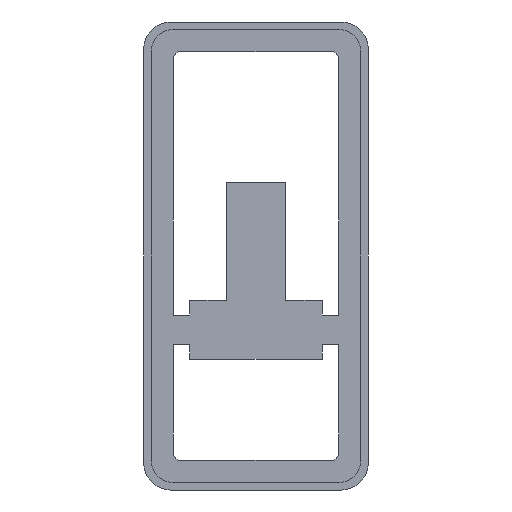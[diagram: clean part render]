
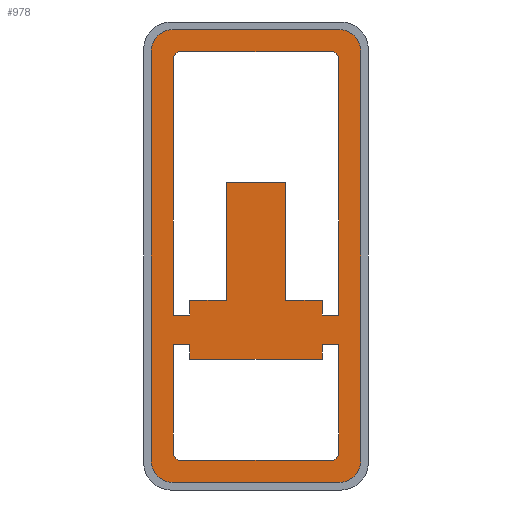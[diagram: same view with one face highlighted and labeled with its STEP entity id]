
A CAD part, front view. The second image highlights one B-rep face of the part: STEP entity #978.
In plain terms, the highlighted planar face has unit normal (0, -1, 0).
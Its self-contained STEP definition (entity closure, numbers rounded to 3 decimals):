
#19=FACE_BOUND('',#131,.T.);
#20=FACE_BOUND('',#132,.T.);
#32=PLANE('',#1069);
#76=FACE_OUTER_BOUND('',#130,.T.);
#130=EDGE_LOOP('',(#753,#754,#755,#756,#757,#758,#759,#760));
#131=EDGE_LOOP('',(#761,#762,#763,#764,#765,#766,#767,#768,#769,#770,#771,
#772,#773,#774));
#132=EDGE_LOOP('',(#775,#776,#777,#778,#779,#780,#781,#782,#783,#784));
#171=LINE('',#1422,#275);
#177=LINE('',#1437,#281);
#180=LINE('',#1449,#284);
#184=LINE('',#1461,#288);
#187=LINE('',#1478,#291);
#189=LINE('',#1490,#293);
#191=LINE('',#1502,#295);
#193=LINE('',#1511,#297);
#211=LINE('',#1546,#315);
#212=LINE('',#1548,#316);
#213=LINE('',#1550,#317);
#214=LINE('',#1552,#318);
#215=LINE('',#1554,#319);
#216=LINE('',#1556,#320);
#217=LINE('',#1558,#321);
#218=LINE('',#1560,#322);
#219=LINE('',#1562,#323);
#220=LINE('',#1563,#324);
#221=LINE('',#1565,#325);
#222=LINE('',#1567,#326);
#223=LINE('',#1569,#327);
#224=LINE('',#1571,#328);
#225=LINE('',#1573,#329);
#226=LINE('',#1574,#330);
#275=VECTOR('',#1132,10.);
#281=VECTOR('',#1146,10.);
#284=VECTOR('',#1157,10.);
#288=VECTOR('',#1169,10.);
#291=VECTOR('',#1186,10.);
#293=VECTOR('',#1200,10.);
#295=VECTOR('',#1214,10.);
#297=VECTOR('',#1226,10.);
#315=VECTOR('',#1248,10.);
#316=VECTOR('',#1249,10.);
#317=VECTOR('',#1250,10.);
#318=VECTOR('',#1251,10.);
#319=VECTOR('',#1252,10.);
#320=VECTOR('',#1253,10.);
#321=VECTOR('',#1254,10.);
#322=VECTOR('',#1255,10.);
#323=VECTOR('',#1256,10.);
#324=VECTOR('',#1257,10.);
#325=VECTOR('',#1258,10.);
#326=VECTOR('',#1259,10.);
#327=VECTOR('',#1260,10.);
#328=VECTOR('',#1261,10.);
#329=VECTOR('',#1262,10.);
#330=VECTOR('',#1263,10.);
#377=CIRCLE('',#1029,0.5);
#379=CIRCLE('',#1033,0.5);
#381=CIRCLE('',#1037,0.5);
#383=CIRCLE('',#1041,0.5);
#388=CIRCLE('',#1048,1.8);
#392=CIRCLE('',#1054,1.8);
#396=CIRCLE('',#1060,1.8);
#400=CIRCLE('',#1066,1.8);
#417=VERTEX_POINT('',#1412);
#418=VERTEX_POINT('',#1413);
#421=VERTEX_POINT('',#1421);
#423=VERTEX_POINT('',#1427);
#424=VERTEX_POINT('',#1428);
#427=VERTEX_POINT('',#1439);
#428=VERTEX_POINT('',#1440);
#431=VERTEX_POINT('',#1448);
#433=VERTEX_POINT('',#1454);
#435=VERTEX_POINT('',#1460);
#437=VERTEX_POINT('',#1466);
#440=VERTEX_POINT('',#1471);
#442=VERTEX_POINT('',#1476);
#444=VERTEX_POINT('',#1483);
#446=VERTEX_POINT('',#1488);
#448=VERTEX_POINT('',#1495);
#450=VERTEX_POINT('',#1500);
#452=VERTEX_POINT('',#1507);
#467=VERTEX_POINT('',#1545);
#468=VERTEX_POINT('',#1547);
#469=VERTEX_POINT('',#1549);
#470=VERTEX_POINT('',#1551);
#471=VERTEX_POINT('',#1553);
#472=VERTEX_POINT('',#1555);
#473=VERTEX_POINT('',#1557);
#474=VERTEX_POINT('',#1559);
#475=VERTEX_POINT('',#1561);
#476=VERTEX_POINT('',#1564);
#477=VERTEX_POINT('',#1566);
#478=VERTEX_POINT('',#1568);
#479=VERTEX_POINT('',#1570);
#480=VERTEX_POINT('',#1572);
#513=EDGE_CURVE('',#417,#418,#377,.T.);
#517=EDGE_CURVE('',#418,#421,#171,.T.);
#520=EDGE_CURVE('',#423,#424,#379,.T.);
#525=EDGE_CURVE('',#424,#417,#177,.T.);
#526=EDGE_CURVE('',#427,#428,#381,.T.);
#530=EDGE_CURVE('',#428,#431,#180,.T.);
#533=EDGE_CURVE('',#431,#433,#383,.T.);
#536=EDGE_CURVE('',#433,#435,#184,.T.);
#542=EDGE_CURVE('',#440,#437,#388,.T.);
#544=EDGE_CURVE('',#440,#442,#187,.T.);
#548=EDGE_CURVE('',#444,#442,#392,.T.);
#550=EDGE_CURVE('',#444,#446,#189,.T.);
#554=EDGE_CURVE('',#448,#446,#396,.T.);
#556=EDGE_CURVE('',#448,#450,#191,.T.);
#560=EDGE_CURVE('',#452,#450,#400,.T.);
#561=EDGE_CURVE('',#452,#437,#193,.T.);
#579=EDGE_CURVE('',#435,#467,#211,.T.);
#580=EDGE_CURVE('',#468,#427,#212,.T.);
#581=EDGE_CURVE('',#469,#468,#213,.T.);
#582=EDGE_CURVE('',#470,#469,#214,.T.);
#583=EDGE_CURVE('',#471,#470,#215,.T.);
#584=EDGE_CURVE('',#472,#471,#216,.T.);
#585=EDGE_CURVE('',#473,#472,#217,.T.);
#586=EDGE_CURVE('',#474,#473,#218,.T.);
#587=EDGE_CURVE('',#475,#474,#219,.T.);
#588=EDGE_CURVE('',#467,#475,#220,.T.);
#589=EDGE_CURVE('',#421,#476,#221,.T.);
#590=EDGE_CURVE('',#477,#423,#222,.T.);
#591=EDGE_CURVE('',#478,#477,#223,.T.);
#592=EDGE_CURVE('',#479,#478,#224,.T.);
#593=EDGE_CURVE('',#480,#479,#225,.T.);
#594=EDGE_CURVE('',#476,#480,#226,.T.);
#753=ORIENTED_EDGE('',*,*,#548,.F.);
#754=ORIENTED_EDGE('',*,*,#550,.T.);
#755=ORIENTED_EDGE('',*,*,#554,.F.);
#756=ORIENTED_EDGE('',*,*,#556,.T.);
#757=ORIENTED_EDGE('',*,*,#560,.F.);
#758=ORIENTED_EDGE('',*,*,#561,.T.);
#759=ORIENTED_EDGE('',*,*,#542,.F.);
#760=ORIENTED_EDGE('',*,*,#544,.T.);
#761=ORIENTED_EDGE('',*,*,#579,.F.);
#762=ORIENTED_EDGE('',*,*,#536,.F.);
#763=ORIENTED_EDGE('',*,*,#533,.F.);
#764=ORIENTED_EDGE('',*,*,#530,.F.);
#765=ORIENTED_EDGE('',*,*,#526,.F.);
#766=ORIENTED_EDGE('',*,*,#580,.F.);
#767=ORIENTED_EDGE('',*,*,#581,.F.);
#768=ORIENTED_EDGE('',*,*,#582,.F.);
#769=ORIENTED_EDGE('',*,*,#583,.F.);
#770=ORIENTED_EDGE('',*,*,#584,.F.);
#771=ORIENTED_EDGE('',*,*,#585,.F.);
#772=ORIENTED_EDGE('',*,*,#586,.F.);
#773=ORIENTED_EDGE('',*,*,#587,.F.);
#774=ORIENTED_EDGE('',*,*,#588,.F.);
#775=ORIENTED_EDGE('',*,*,#589,.F.);
#776=ORIENTED_EDGE('',*,*,#517,.F.);
#777=ORIENTED_EDGE('',*,*,#513,.F.);
#778=ORIENTED_EDGE('',*,*,#525,.F.);
#779=ORIENTED_EDGE('',*,*,#520,.F.);
#780=ORIENTED_EDGE('',*,*,#590,.F.);
#781=ORIENTED_EDGE('',*,*,#591,.F.);
#782=ORIENTED_EDGE('',*,*,#592,.F.);
#783=ORIENTED_EDGE('',*,*,#593,.F.);
#784=ORIENTED_EDGE('',*,*,#594,.F.);
#978=ADVANCED_FACE('',(#76,#19,#20),#32,.F.);
#1029=AXIS2_PLACEMENT_3D('',#1414,#1124,#1125);
#1033=AXIS2_PLACEMENT_3D('',#1429,#1137,#1138);
#1037=AXIS2_PLACEMENT_3D('',#1441,#1149,#1150);
#1041=AXIS2_PLACEMENT_3D('',#1455,#1162,#1163);
#1048=AXIS2_PLACEMENT_3D('',#1473,#1180,#1181);
#1054=AXIS2_PLACEMENT_3D('',#1485,#1194,#1195);
#1060=AXIS2_PLACEMENT_3D('',#1497,#1208,#1209);
#1066=AXIS2_PLACEMENT_3D('',#1509,#1222,#1223);
#1069=AXIS2_PLACEMENT_3D('',#1544,#1246,#1247);
#1124=DIRECTION('center_axis',(0.,-1.,0.));
#1125=DIRECTION('ref_axis',(0.707,0.,-0.707));
#1132=DIRECTION('',(0.,0.,1.));
#1137=DIRECTION('center_axis',(0.,-1.,0.));
#1138=DIRECTION('ref_axis',(-0.707,0.,-0.707));
#1146=DIRECTION('',(1.,0.,0.));
#1149=DIRECTION('center_axis',(0.,-1.,0.));
#1150=DIRECTION('ref_axis',(0.707,0.,0.707));
#1157=DIRECTION('',(-1.,0.,0.));
#1162=DIRECTION('center_axis',(0.,-1.,0.));
#1163=DIRECTION('ref_axis',(-0.707,0.,0.707));
#1169=DIRECTION('',(0.,0.,-1.));
#1180=DIRECTION('center_axis',(0.,1.,0.));
#1181=DIRECTION('ref_axis',(-0.707,0.,0.707));
#1186=DIRECTION('',(0.,0.,-1.));
#1194=DIRECTION('center_axis',(0.,1.,0.));
#1195=DIRECTION('ref_axis',(-0.707,0.,-0.707));
#1200=DIRECTION('',(1.,0.,0.));
#1208=DIRECTION('center_axis',(0.,1.,0.));
#1209=DIRECTION('ref_axis',(0.707,0.,-0.707));
#1214=DIRECTION('',(0.,0.,1.));
#1222=DIRECTION('center_axis',(0.,1.,0.));
#1223=DIRECTION('ref_axis',(0.707,0.,0.707));
#1226=DIRECTION('',(-1.,0.,0.));
#1246=DIRECTION('center_axis',(0.,1.,0.));
#1247=DIRECTION('ref_axis',(1.,0.,0.));
#1248=DIRECTION('',(1.,0.,0.));
#1249=DIRECTION('',(0.,0.,1.));
#1250=DIRECTION('',(1.,0.,0.));
#1251=DIRECTION('',(0.,0.,-1.));
#1252=DIRECTION('',(1.,0.,0.));
#1253=DIRECTION('',(0.,0.,-1.));
#1254=DIRECTION('',(1.,0.,0.));
#1255=DIRECTION('',(0.,0.,1.));
#1256=DIRECTION('',(1.,0.,0.));
#1257=DIRECTION('',(0.,0.,1.));
#1258=DIRECTION('',(-1.,0.,0.));
#1259=DIRECTION('',(0.,0.,-1.));
#1260=DIRECTION('',(-1.,0.,0.));
#1261=DIRECTION('',(0.,0.,1.));
#1262=DIRECTION('',(-1.,0.,0.));
#1263=DIRECTION('',(0.,0.,-1.));
#1412=CARTESIAN_POINT('',(5.1,0.,-13.85));
#1413=CARTESIAN_POINT('',(5.6,0.,-13.35));
#1414=CARTESIAN_POINT('Origin',(5.1,0.,-13.35));
#1421=CARTESIAN_POINT('',(5.6,0.,-6.));
#1422=CARTESIAN_POINT('',(5.6,0.,-13.85));
#1427=CARTESIAN_POINT('',(-5.6,0.,-13.35));
#1428=CARTESIAN_POINT('',(-5.1,0.,-13.85));
#1429=CARTESIAN_POINT('Origin',(-5.1,0.,-13.35));
#1437=CARTESIAN_POINT('',(-5.6,0.,-13.85));
#1439=CARTESIAN_POINT('',(5.6,0.,13.35));
#1440=CARTESIAN_POINT('',(5.1,0.,13.85));
#1441=CARTESIAN_POINT('Origin',(5.1,0.,13.35));
#1448=CARTESIAN_POINT('',(-5.1,0.,13.85));
#1449=CARTESIAN_POINT('',(5.6,0.,13.85));
#1454=CARTESIAN_POINT('',(-5.6,0.,13.35));
#1455=CARTESIAN_POINT('Origin',(-5.1,0.,13.35));
#1460=CARTESIAN_POINT('',(-5.6,0.,-4.));
#1461=CARTESIAN_POINT('',(-5.6,0.,13.85));
#1466=CARTESIAN_POINT('',(-5.8,0.,15.85));
#1471=CARTESIAN_POINT('',(-7.6,0.,14.05));
#1473=CARTESIAN_POINT('Origin',(-5.8,0.,14.05));
#1476=CARTESIAN_POINT('',(-7.6,0.,-14.05));
#1478=CARTESIAN_POINT('',(-7.6,0.,15.85));
#1483=CARTESIAN_POINT('',(-5.8,0.,-15.85));
#1485=CARTESIAN_POINT('Origin',(-5.8,0.,-14.05));
#1488=CARTESIAN_POINT('',(5.8,0.,-15.85));
#1490=CARTESIAN_POINT('',(-7.6,0.,-15.85));
#1495=CARTESIAN_POINT('',(7.6,0.,-14.05));
#1497=CARTESIAN_POINT('Origin',(5.8,0.,-14.05));
#1500=CARTESIAN_POINT('',(7.6,0.,14.05));
#1502=CARTESIAN_POINT('',(7.6,0.,-15.85));
#1507=CARTESIAN_POINT('',(5.8,0.,15.85));
#1509=CARTESIAN_POINT('Origin',(5.8,0.,14.05));
#1511=CARTESIAN_POINT('',(7.6,0.,15.85));
#1544=CARTESIAN_POINT('Origin',(0.,0.,0.));
#1545=CARTESIAN_POINT('',(-4.5,0.,-4.));
#1546=CARTESIAN_POINT('',(6.,0.,-4.));
#1547=CARTESIAN_POINT('',(5.6,0.,-4.));
#1548=CARTESIAN_POINT('',(5.6,0.,-13.85));
#1549=CARTESIAN_POINT('',(4.5,0.,-4.));
#1550=CARTESIAN_POINT('',(6.,0.,-4.));
#1551=CARTESIAN_POINT('',(4.5,0.,-3.));
#1552=CARTESIAN_POINT('',(4.5,0.,-3.));
#1553=CARTESIAN_POINT('',(2.,0.,-3.));
#1554=CARTESIAN_POINT('',(-4.5,0.,-3.));
#1555=CARTESIAN_POINT('',(2.,0.,5.));
#1556=CARTESIAN_POINT('',(2.,0.,5.));
#1557=CARTESIAN_POINT('',(-2.,0.,5.));
#1558=CARTESIAN_POINT('',(-2.,0.,5.));
#1559=CARTESIAN_POINT('',(-2.,0.,-3.));
#1560=CARTESIAN_POINT('',(-2.,0.,-5.));
#1561=CARTESIAN_POINT('',(-4.5,0.,-3.));
#1562=CARTESIAN_POINT('',(-4.5,0.,-3.));
#1563=CARTESIAN_POINT('',(-4.5,0.,-7.));
#1564=CARTESIAN_POINT('',(4.5,0.,-6.));
#1565=CARTESIAN_POINT('',(-6.,0.,-6.));
#1566=CARTESIAN_POINT('',(-5.6,0.,-6.));
#1567=CARTESIAN_POINT('',(-5.6,0.,13.85));
#1568=CARTESIAN_POINT('',(-4.5,0.,-6.));
#1569=CARTESIAN_POINT('',(-6.,0.,-6.));
#1570=CARTESIAN_POINT('',(-4.5,0.,-7.));
#1571=CARTESIAN_POINT('',(-4.5,0.,-7.));
#1572=CARTESIAN_POINT('',(4.5,0.,-7.));
#1573=CARTESIAN_POINT('',(4.5,0.,-7.));
#1574=CARTESIAN_POINT('',(4.5,0.,-3.));
